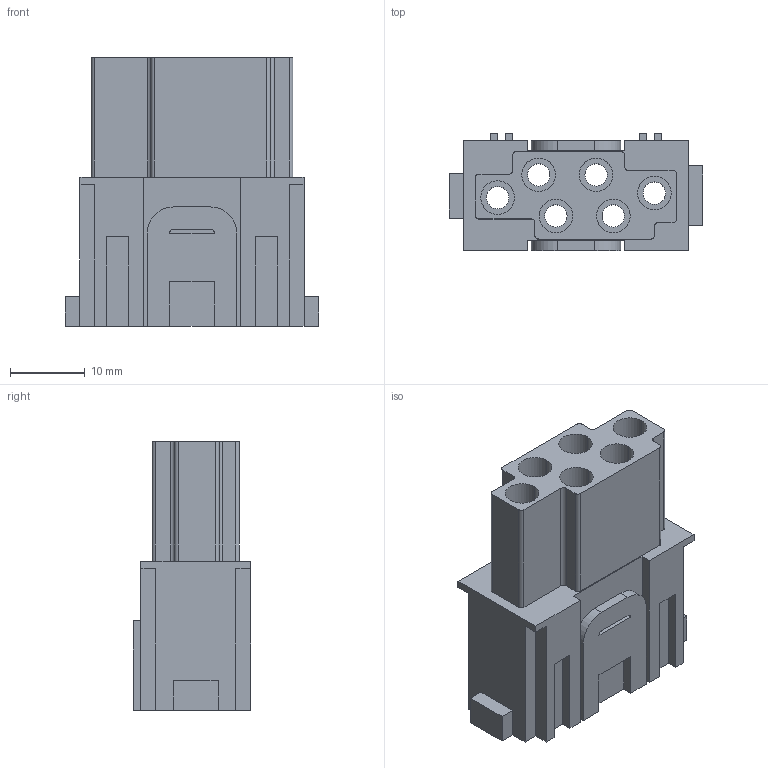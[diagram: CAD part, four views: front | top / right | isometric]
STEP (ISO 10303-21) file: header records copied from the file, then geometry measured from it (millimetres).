
FILE_DESCRIPTION((''),'2;1');
FILE_NAME('CX 06 CF.stp','2006-12-08T08:13:28',('gembarski'),(''),'Autodesk Inventor 7','Autodesk Inventor 7','');
FILE_SCHEMA(('AUTOMOTIVE_DESIGN { 1 0 10303 214 1 1 1 1 }'));
Length unit declared in the file: millimetre
Products named in the file (1): CX 06 CF
Bounding box: 34 x 15.7 x 36 mm (x, y, z)
Volume: 9017.7 mm3; surface area: 7250 mm2
Topology: 1 solids, 1 shells, 325 faces, 879 edges, 586 vertices
Faces by surface type: plane 175, bspline 102, cylinder 48
Entity records: 10822 total; most frequent: CARTESIAN_POINT 2951, ORIENTED_EDGE 1758, DIRECTION 1381, EDGE_CURVE 879, VECTOR 629, LINE 629, VERTEX_POINT 586, AXIS2_PLACEMENT_3D 376
